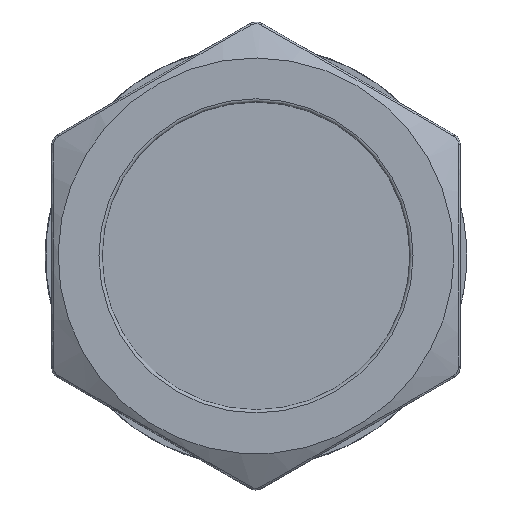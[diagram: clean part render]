
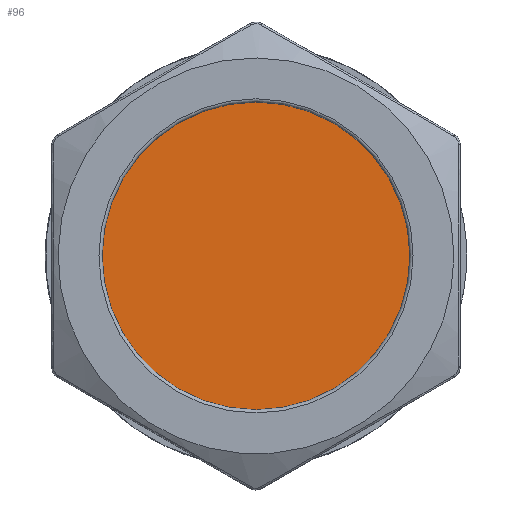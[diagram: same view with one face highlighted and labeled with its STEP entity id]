
A CAD part, top view. The second image highlights one B-rep face of the part: STEP entity #96.
In plain terms, the highlighted planar face has unit normal (0, 0, 1).
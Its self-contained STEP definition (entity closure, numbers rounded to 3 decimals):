
#96 = ADVANCED_FACE( '', ( #223 ), #224, .T. );
#223 = FACE_OUTER_BOUND( '', #588, .T. );
#224 = PLANE( '', #589 );
#588 = EDGE_LOOP( '', ( #1788 ) );
#589 = AXIS2_PLACEMENT_3D( '', #1789, #1790, #1791 );
#1788 = ORIENTED_EDGE( '', *, *, #2096, .T. );
#1789 = CARTESIAN_POINT( '', ( 0., 0., 17.5 ) );
#1790 = DIRECTION( '', ( 0., 0., 1. ) );
#1791 = DIRECTION( '', ( 1., 0., 0. ) );
#2096 = EDGE_CURVE( '', #2281, #2281, #2282, .T. );
#2281 = VERTEX_POINT( '', #3046 );
#2282 = CIRCLE( '', #3047, 12.05 );
#3046 = CARTESIAN_POINT( '', ( 12.05, 0., 17.5 ) );
#3047 = AXIS2_PLACEMENT_3D( '', #3358, #3359, #3360 );
#3358 = CARTESIAN_POINT( '', ( 0., 0., 17.5 ) );
#3359 = DIRECTION( '', ( 0., 0., 1. ) );
#3360 = DIRECTION( '', ( 1., 0., 0. ) );
